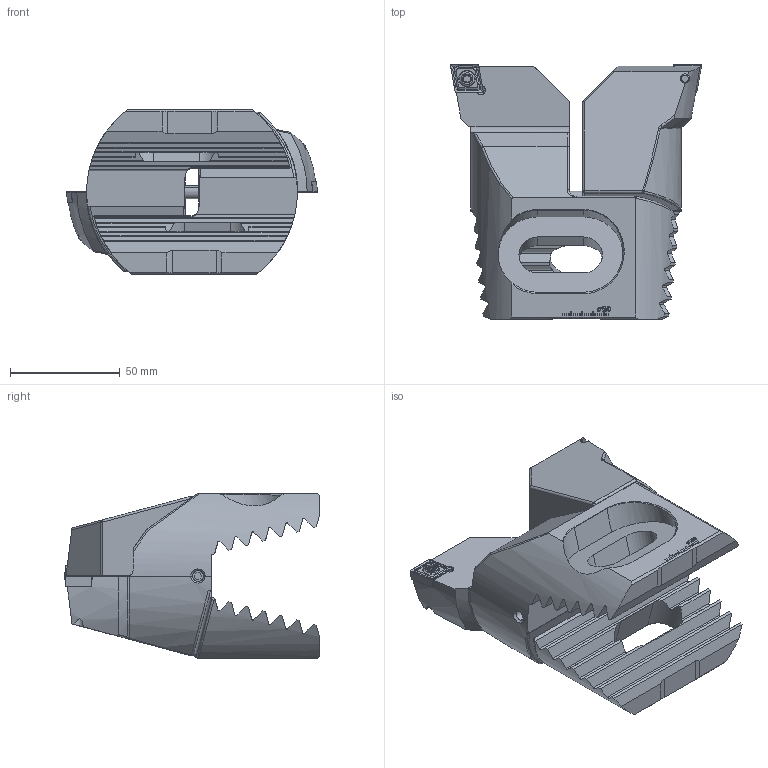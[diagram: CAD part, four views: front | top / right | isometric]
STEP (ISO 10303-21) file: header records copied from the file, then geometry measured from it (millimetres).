
FILE_DESCRIPTION (( 'STEP AP214' ), '1' );
FILE_NAME ('Z94.WCC.001.067.STEP', '2023-09-18T05:21:26', ( '' ), ( '' ), 'SwSTEP 2.0', 'SolidWorks 2017', '' );
FILE_SCHEMA (( 'AUTOMOTIVE_DESIGN' ));
Length unit declared in the file: millimetre
Products named in the file (5): Z94-xxx.001.067_E; CCMT120404; WCC-ER2.001.010_A; Z94.WCC.001.067; Z94-ER3.001.040
Assembly tree (8 placements, depth 2):
  Z94.WCC.001.067
    Z94-xxx.001.067_E  x2
    Z94-ER3.001.040  x2
    CCMT120404  x2
    WCC-ER2.001.010_A  x2
Bounding box: 114.5 x 116.2 x 75.2 mm (x, y, z)
Volume: 342966.9 mm3; surface area: 64408.9 mm2
Topology: 8 solids, 8 shells, 782 faces, 2056 edges, 1280 vertices
Faces by surface type: plane 444, cylinder 134, bspline 106, cone 66, torus 18, sphere 14
Entity records: 16327 total; most frequent: CARTESIAN_POINT 5318, ORIENTED_EDGE 2028, DIRECTION 1612, EDGE_CURVE 1014, VERTEX_POINT 639, LINE 624, VECTOR 624, AXIS2_PLACEMENT_3D 494
